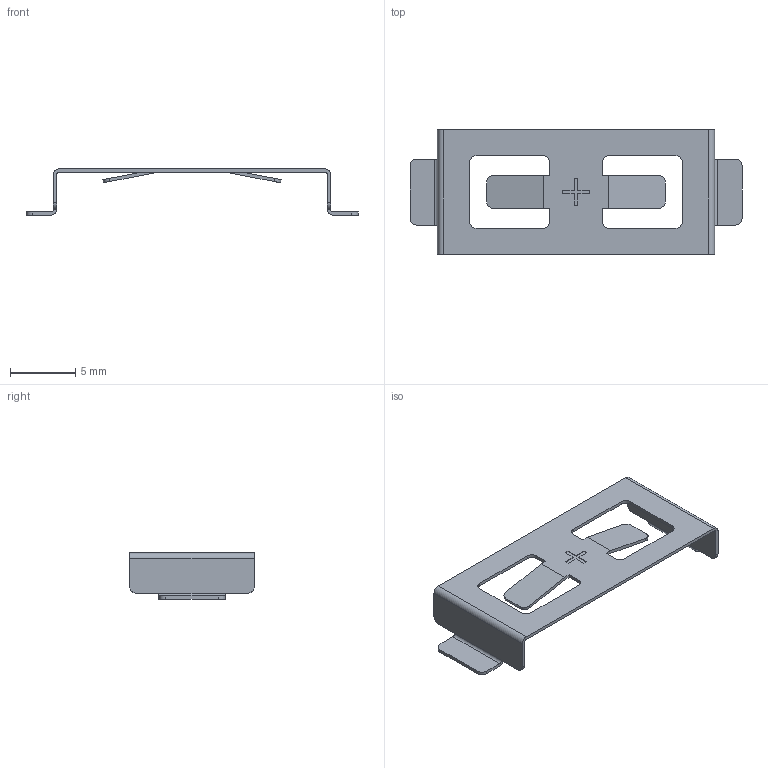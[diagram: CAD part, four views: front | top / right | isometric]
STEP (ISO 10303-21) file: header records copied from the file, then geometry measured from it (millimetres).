
FILE_DESCRIPTION(/* description */ (''),/* implementation_level */ '2;1');
FILE_NAME(/* name */ 'CR2032 2980 KEYSTONE.step',/* time_stamp */ '2023-02-21T23:25:48+01:00',/* author */ (''),/* organization */ (''),/* preprocessor_version */ 'ST-DEVELOPER v19.2',/* originating_system */ 'Autodesk Translation Framework v11.17.0.187',/* authorisation */ '');
FILE_SCHEMA (('AUTOMOTIVE_DESIGN { 1 0 10303 214 3 1 1 }'));
Length unit declared in the file: millimetre
Products named in the file (1): CR2032 2980 KEYSTONE
Bounding box: 25.4 x 9.53 x 3.56 mm (x, y, z)
Volume: 58.5 mm3; surface area: 505.6 mm2
Topology: 1 solids, 1 shells, 83 faces, 232 edges, 152 vertices
Faces by surface type: plane 55, cylinder 28
Entity records: 2706 total; most frequent: CARTESIAN_POINT 468, ORIENTED_EDGE 464, DIRECTION 456, EDGE_CURVE 232, LINE 176, VECTOR 176, VERTEX_POINT 152, AXIS2_PLACEMENT_3D 140
